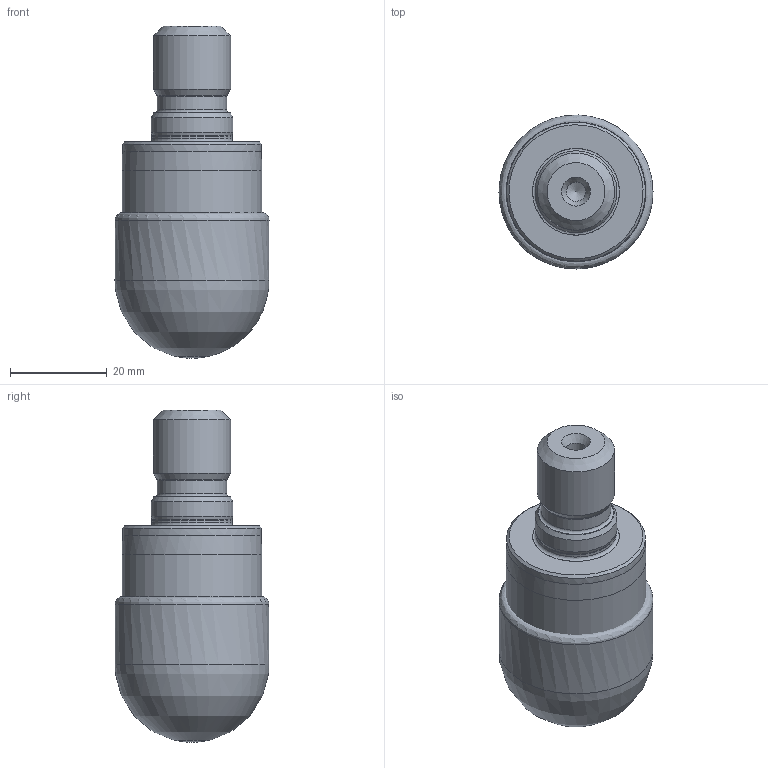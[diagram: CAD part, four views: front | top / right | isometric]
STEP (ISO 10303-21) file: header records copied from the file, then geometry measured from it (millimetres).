
FILE_DESCRIPTION(/* description */ (''),/* implementation_level */ '2;1');
FILE_NAME(/* name */ '32L2R045M16-SZP32-C_115009710ndi000_00-SIM.stp',/* time_stamp */ '2020-01-28T13:22:42+01:00',/* author */ (''),/* organization */ (''),/* preprocessor_version */ 'ST-DEVELOPER v16.7',/* originating_system */ 'SIEMENS PLM Software NX 12.0',/* authorisation */ '');
FILE_SCHEMA (('AUTOMOTIVE_DESIGN { 1 0 10303 214 3 1 1 1 }'));
Length unit declared in the file: millimetre
Products named in the file (1): hm153744A8CDt0q4
Bounding box: 31.92 x 31.92 x 68.81 mm (x, y, z)
Volume: 46871.1 mm3; surface area: 10209.7 mm2
Topology: 2 solids, 2 shells, 43 faces, 103 edges, 65 vertices
Faces by surface type: cone 14, revolution 12, cylinder 7, plane 4, torus 4, sphere 2
Full cylindrical faces by diameter (mm): 4 x1, 14.376 x1, 16 x1, 16.6 x1, 17 x1, 28.8 x1, 29 x1
Entity records: 942 total; most frequent: DIRECTION 169, CARTESIAN_POINT 159, FACE_BOUND 84, EDGE_LOOP 84, ORIENTED_EDGE 84, AXIS2_PLACEMENT_3D 77, CIRCLE 44, ADVANCED_FACE 43
